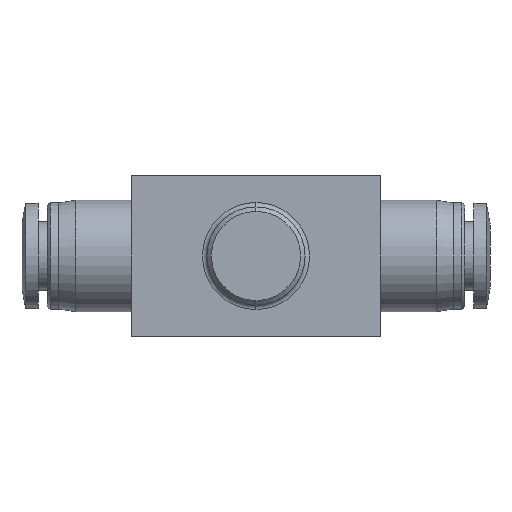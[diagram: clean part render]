
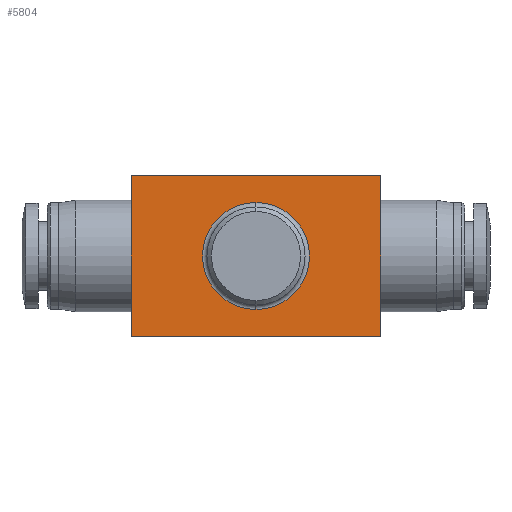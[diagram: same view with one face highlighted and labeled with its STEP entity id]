
A CAD part, front view. The second image highlights one B-rep face of the part: STEP entity #5804.
In plain terms, the highlighted planar face has unit normal (0, -1, 0).
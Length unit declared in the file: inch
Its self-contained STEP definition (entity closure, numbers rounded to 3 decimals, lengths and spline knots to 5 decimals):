
#101 = DIRECTION ( 'NONE',  ( -1., 0., 0. ) ) ;
#585 = CARTESIAN_POINT ( 'NONE',  ( -0.55118, 0.09449, 0.35433 ) ) ;
#1075 = CARTESIAN_POINT ( 'NONE',  ( 0.55118, 0.09449, 0. ) ) ;
#1604 = LINE ( 'NONE', #6774, #7541 ) ;
#1908 = CARTESIAN_POINT ( 'NONE',  ( 0.55118, 0.09449, -0.35433 ) ) ;
#2336 = EDGE_CURVE ( 'NONE', #13340, #12183, #8189, .T. ) ;
#2376 = ORIENTED_EDGE ( 'NONE', *, *, #11248, .T. ) ;
#2467 = DIRECTION ( 'NONE',  ( 1., 0., 0. ) ) ;
#2617 = CARTESIAN_POINT ( 'NONE',  ( 0., 0.09449, 0. ) ) ;
#3358 = AXIS2_PLACEMENT_3D ( 'NONE', #12079, #5472, #13203 ) ;
#3710 = DIRECTION ( 'NONE',  ( 0., 0., 1. ) ) ;
#3845 = VERTEX_POINT ( 'NONE', #5134 ) ;
#4072 = DIRECTION ( 'NONE',  ( 0., -1., 0. ) ) ;
#4749 = LINE ( 'NONE', #9095, #13233 ) ;
#4914 = ORIENTED_EDGE ( 'NONE', *, *, #5615, .T. ) ;
#5112 = LINE ( 'NONE', #7982, #11003 ) ;
#5134 = CARTESIAN_POINT ( 'NONE',  ( -0.55118, 0.09449, -0.35433 ) ) ;
#5472 = DIRECTION ( 'NONE',  ( 0., 1., 0. ) ) ;
#5615 = EDGE_CURVE ( 'NONE', #7355, #3845, #5112, .T. ) ;
#5804 = ADVANCED_FACE ( 'NONE', ( #12161, #9232 ), #6275, .T. ) ;
#6032 = LINE ( 'NONE', #1075, #8637 ) ;
#6107 = EDGE_CURVE ( 'NONE', #9573, #7355, #1604, .T. ) ;
#6275 = PLANE ( 'NONE',  #12824 ) ;
#6696 = EDGE_LOOP ( 'NONE', ( #13822, #8384 ) ) ;
#6774 = CARTESIAN_POINT ( 'NONE',  ( -0.23622, 0.09449, 0.35433 ) ) ;
#7355 = VERTEX_POINT ( 'NONE', #585 ) ;
#7452 = CARTESIAN_POINT ( 'NONE',  ( 0., 0.09449, 0.23622 ) ) ;
#7541 = VECTOR ( 'NONE', #101, 39.37008 ) ;
#7678 = ORIENTED_EDGE ( 'NONE', *, *, #9583, .T. ) ;
#7813 = ORIENTED_EDGE ( 'NONE', *, *, #6107, .T. ) ;
#7887 = CARTESIAN_POINT ( 'NONE',  ( 0.55118, 0.09449, 0.35433 ) ) ;
#7982 = CARTESIAN_POINT ( 'NONE',  ( -0.55118, 0.09449, 0. ) ) ;
#8047 = VERTEX_POINT ( 'NONE', #1908 ) ;
#8189 = CIRCLE ( 'NONE', #11876, 0.23622 ) ;
#8384 = ORIENTED_EDGE ( 'NONE', *, *, #12372, .T. ) ;
#8637 = VECTOR ( 'NONE', #9926, 39.37008 ) ;
#9033 = DIRECTION ( 'NONE',  ( 0., 0., -1. ) ) ;
#9095 = CARTESIAN_POINT ( 'NONE',  ( -0.23622, 0.09449, -0.35433 ) ) ;
#9232 = FACE_OUTER_BOUND ( 'NONE', #9277, .T. ) ;
#9277 = EDGE_LOOP ( 'NONE', ( #7678, #2376, #7813, #4914 ) ) ;
#9573 = VERTEX_POINT ( 'NONE', #7887 ) ;
#9583 = EDGE_CURVE ( 'NONE', #3845, #8047, #4749, .T. ) ;
#9778 = CIRCLE ( 'NONE', #3358, 0.23622 ) ;
#9926 = DIRECTION ( 'NONE',  ( 0., 0., 1. ) ) ;
#10352 = DIRECTION ( 'NONE',  ( 0., 1., 0. ) ) ;
#10720 = CARTESIAN_POINT ( 'NONE',  ( -0.23622, 0.09449, 0. ) ) ;
#11003 = VECTOR ( 'NONE', #9033, 39.37008 ) ;
#11248 = EDGE_CURVE ( 'NONE', #8047, #9573, #6032, .T. ) ;
#11821 = DIRECTION ( 'NONE',  ( 0., 0., -1. ) ) ;
#11876 = AXIS2_PLACEMENT_3D ( 'NONE', #2617, #10352, #3710 ) ;
#12079 = CARTESIAN_POINT ( 'NONE',  ( 0., 0.09449, 0. ) ) ;
#12161 = FACE_BOUND ( 'NONE', #6696, .T. ) ;
#12183 = VERTEX_POINT ( 'NONE', #14219 ) ;
#12372 = EDGE_CURVE ( 'NONE', #12183, #13340, #9778, .T. ) ;
#12824 = AXIS2_PLACEMENT_3D ( 'NONE', #10720, #4072, #11821 ) ;
#13203 = DIRECTION ( 'NONE',  ( 0., 0., 1. ) ) ;
#13233 = VECTOR ( 'NONE', #2467, 39.37008 ) ;
#13340 = VERTEX_POINT ( 'NONE', #7452 ) ;
#13822 = ORIENTED_EDGE ( 'NONE', *, *, #2336, .T. ) ;
#14219 = CARTESIAN_POINT ( 'NONE',  ( 0., 0.09449, -0.23622 ) ) ;
